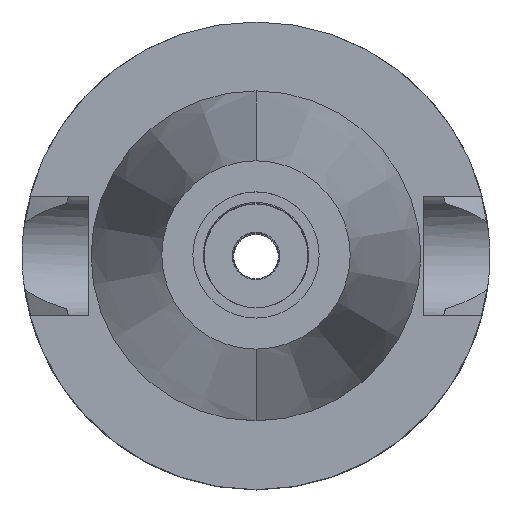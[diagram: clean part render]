
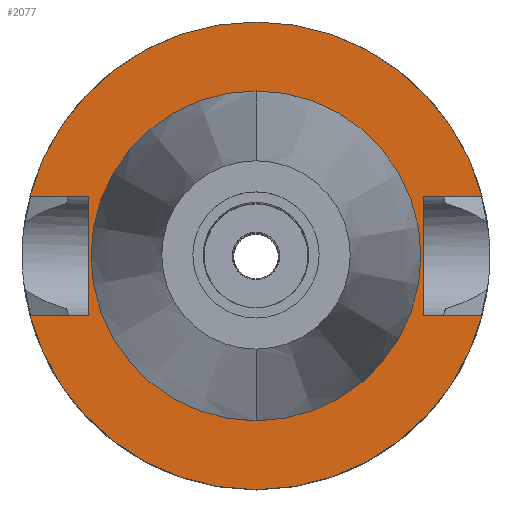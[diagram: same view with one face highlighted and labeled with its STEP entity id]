
A CAD part, top view. The second image highlights one B-rep face of the part: STEP entity #2077.
In plain terms, the highlighted planar face has unit normal (0, 0, 1).
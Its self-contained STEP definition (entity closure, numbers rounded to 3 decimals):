
#828=DIRECTION('',(1.,0.,0.));
#829=VECTOR('',#828,7.954);
#830=CARTESIAN_POINT('',(-30.454,8.05,-1.));
#831=LINE('',#830,#829);
#867=DIRECTION('',(1.,0.,0.));
#868=VECTOR('',#867,7.954);
#869=CARTESIAN_POINT('',(22.5,8.05,-1.));
#870=LINE('',#869,#868);
#914=DIRECTION('',(0.,1.,0.));
#915=VECTOR('',#914,16.1);
#916=CARTESIAN_POINT('',(-22.5,-8.05,-1.));
#917=LINE('',#916,#915);
#921=CARTESIAN_POINT('',(0.,0.,-1.));
#922=DIRECTION('',(0.,0.,-1.));
#923=DIRECTION('',(-0.967,0.256,0.));
#924=AXIS2_PLACEMENT_3D('',#921,#922,#923);
#929=CARTESIAN_POINT('',(0.,0.,-1.));
#930=DIRECTION('',(0.,0.,-1.));
#931=DIRECTION('',(0.,1.,0.));
#932=AXIS2_PLACEMENT_3D('',#929,#930,#931);
#937=DIRECTION('',(0.,-1.,0.));
#938=VECTOR('',#937,16.1);
#939=CARTESIAN_POINT('',(22.5,8.05,-1.));
#940=LINE('',#939,#938);
#944=DIRECTION('',(1.,0.,0.));
#945=VECTOR('',#944,7.954);
#946=CARTESIAN_POINT('',(22.5,-8.05,-1.));
#947=LINE('',#946,#945);
#951=CARTESIAN_POINT('',(0.,0.,-1.));
#952=DIRECTION('',(0.,0.,-1.));
#953=DIRECTION('',(0.967,-0.256,0.));
#954=AXIS2_PLACEMENT_3D('',#951,#952,#953);
#959=CARTESIAN_POINT('',(0.,0.,-1.));
#960=DIRECTION('',(0.,0.,-1.));
#961=DIRECTION('',(0.,-1.,0.));
#962=AXIS2_PLACEMENT_3D('',#959,#960,#961);
#967=DIRECTION('',(1.,0.,0.));
#968=VECTOR('',#967,7.954);
#969=CARTESIAN_POINT('',(-30.454,-8.05,-1.));
#970=LINE('',#969,#968);
#974=CARTESIAN_POINT('',(0.,0.,-1.));
#975=DIRECTION('',(0.,0.,1.));
#976=DIRECTION('',(0.,-1.,0.));
#977=AXIS2_PLACEMENT_3D('',#974,#975,#976);
#982=CARTESIAN_POINT('',(0.,0.,-1.));
#983=DIRECTION('',(0.,0.,1.));
#984=DIRECTION('',(0.,1.,0.));
#985=AXIS2_PLACEMENT_3D('',#982,#983,#984);
#1291=CARTESIAN_POINT('',(-22.5,-8.05,-1.));
#1292=VERTEX_POINT('',#1291);
#1293=CARTESIAN_POINT('',(-30.454,-8.05,-1.));
#1294=VERTEX_POINT('',#1293);
#1297=CARTESIAN_POINT('',(-22.5,8.05,-1.));
#1298=VERTEX_POINT('',#1297);
#1299=CARTESIAN_POINT('',(-30.454,8.05,-1.));
#1300=VERTEX_POINT('',#1299);
#1301=CARTESIAN_POINT('',(0.,31.5,-1.));
#1302=CARTESIAN_POINT('',(30.454,8.05,-1.));
#1303=VERTEX_POINT('',#1301);
#1304=VERTEX_POINT('',#1302);
#1305=CARTESIAN_POINT('',(22.5,8.05,-1.));
#1306=VERTEX_POINT('',#1305);
#1307=CARTESIAN_POINT('',(22.5,-8.05,-1.));
#1308=VERTEX_POINT('',#1307);
#1309=CARTESIAN_POINT('',(30.454,-8.05,-1.));
#1310=VERTEX_POINT('',#1309);
#1311=CARTESIAN_POINT('',(0.,-31.5,-1.));
#1312=VERTEX_POINT('',#1311);
#1313=CARTESIAN_POINT('',(0.,-22.225,-1.));
#1314=CARTESIAN_POINT('',(0.,22.225,-1.));
#1315=VERTEX_POINT('',#1313);
#1316=VERTEX_POINT('',#1314);
#2047=CARTESIAN_POINT('',(0.,0.,-1.));
#2048=DIRECTION('',(0.,0.,-1.));
#2049=DIRECTION('',(0.,-1.,0.));
#2050=AXIS2_PLACEMENT_3D('',#2047,#2048,#2049);
#2051=PLANE('',#2050);
#2053=ORIENTED_EDGE('',*,*,#2052,.T.);
#2054=ORIENTED_EDGE('',*,*,#1990,.F.);
#2056=ORIENTED_EDGE('',*,*,#2055,.T.);
#2058=ORIENTED_EDGE('',*,*,#2057,.T.);
#2059=ORIENTED_EDGE('',*,*,#2024,.F.);
#2060=ORIENTED_EDGE('',*,*,#2037,.T.);
#2062=ORIENTED_EDGE('',*,*,#2061,.T.);
#2064=ORIENTED_EDGE('',*,*,#2063,.T.);
#2066=ORIENTED_EDGE('',*,*,#2065,.T.);
#2068=ORIENTED_EDGE('',*,*,#2067,.T.);
#2069=EDGE_LOOP('',(#2053,#2054,#2056,#2058,#2059,#2060,#2062,#2064,#2066,
#2068));
#2070=FACE_OUTER_BOUND('',#2069,.F.);
#2072=ORIENTED_EDGE('',*,*,#2071,.T.);
#2074=ORIENTED_EDGE('',*,*,#2073,.T.);
#2075=EDGE_LOOP('',(#2072,#2074));
#2076=FACE_BOUND('',#2075,.F.);
#925=CIRCLE('',#924,31.5);
#933=CIRCLE('',#932,31.5);
#955=CIRCLE('',#954,31.5);
#963=CIRCLE('',#962,31.5);
#978=CIRCLE('',#977,22.225);
#986=CIRCLE('',#985,22.225);
#1990=EDGE_CURVE('',#1300,#1298,#831,.T.);
#2024=EDGE_CURVE('',#1306,#1304,#870,.T.);
#2037=EDGE_CURVE('',#1306,#1308,#940,.T.);
#2052=EDGE_CURVE('',#1292,#1298,#917,.T.);
#2055=EDGE_CURVE('',#1300,#1303,#925,.T.);
#2057=EDGE_CURVE('',#1303,#1304,#933,.T.);
#2061=EDGE_CURVE('',#1308,#1310,#947,.T.);
#2063=EDGE_CURVE('',#1310,#1312,#955,.T.);
#2065=EDGE_CURVE('',#1312,#1294,#963,.T.);
#2067=EDGE_CURVE('',#1294,#1292,#970,.T.);
#2071=EDGE_CURVE('',#1315,#1316,#978,.T.);
#2073=EDGE_CURVE('',#1316,#1315,#986,.T.);
#2077=ADVANCED_FACE('',(#2070,#2076),#2051,.F.);
